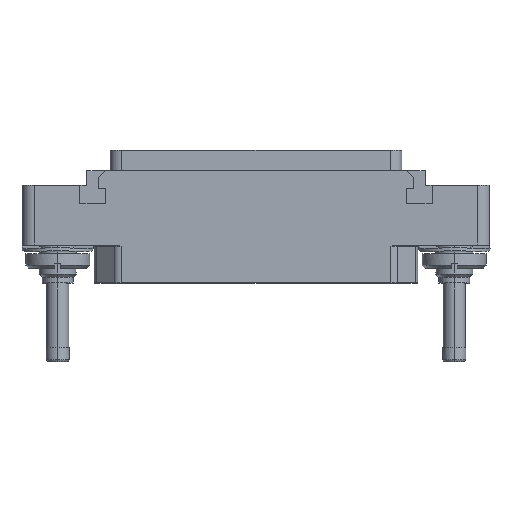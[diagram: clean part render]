
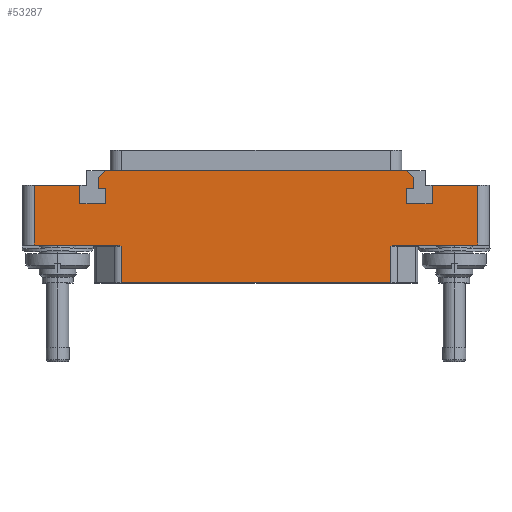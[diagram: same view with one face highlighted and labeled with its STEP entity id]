
A CAD part, top view. The second image highlights one B-rep face of the part: STEP entity #53287.
In plain terms, the highlighted planar face has unit normal (0, 0, 1).
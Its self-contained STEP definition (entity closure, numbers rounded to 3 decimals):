
#1=DIRECTION('',(1.,0.,0.));
#2=VECTOR('',#1,7.8);
#3=CARTESIAN_POINT('',(-38.,10.25,7.));
#4=LINE('',#3,#2);
#5=DIRECTION('',(0.,-1.,0.));
#6=VECTOR('',#5,3.2);
#7=CARTESIAN_POINT('',(-30.2,10.25,7.));
#8=LINE('',#7,#6);
#9=DIRECTION('',(1.,0.,0.));
#10=VECTOR('',#9,4.4);
#11=CARTESIAN_POINT('',(-30.2,7.05,7.));
#12=LINE('',#11,#10);
#13=DIRECTION('',(0.,1.,0.));
#14=VECTOR('',#13,2.6);
#15=CARTESIAN_POINT('',(-25.8,7.05,7.));
#16=LINE('',#15,#14);
#17=DIRECTION('',(-1.,0.,0.));
#18=VECTOR('',#17,1.2);
#19=CARTESIAN_POINT('',(-25.8,9.65,7.));
#20=LINE('',#19,#18);
#21=DIRECTION('',(0.,-1.,0.));
#22=VECTOR('',#21,1.9);
#23=CARTESIAN_POINT('',(-27.,11.55,7.));
#24=LINE('',#23,#22);
#25=DIRECTION('',(1.,0.,0.));
#26=VECTOR('',#25,51.6);
#27=CARTESIAN_POINT('',(-25.8,12.75,7.));
#28=LINE('',#27,#26);
#29=DIRECTION('',(0.,-1.,0.));
#30=VECTOR('',#29,1.9);
#31=CARTESIAN_POINT('',(27.,11.55,7.));
#32=LINE('',#31,#30);
#33=DIRECTION('',(-1.,0.,0.));
#34=VECTOR('',#33,1.2);
#35=CARTESIAN_POINT('',(27.,9.65,7.));
#36=LINE('',#35,#34);
#37=DIRECTION('',(0.,-1.,0.));
#38=VECTOR('',#37,2.6);
#39=CARTESIAN_POINT('',(25.8,9.65,7.));
#40=LINE('',#39,#38);
#41=DIRECTION('',(1.,0.,0.));
#42=VECTOR('',#41,4.4);
#43=CARTESIAN_POINT('',(25.8,7.05,7.));
#44=LINE('',#43,#42);
#45=DIRECTION('',(0.,1.,0.));
#46=VECTOR('',#45,3.2);
#47=CARTESIAN_POINT('',(30.2,7.05,7.));
#48=LINE('',#47,#46);
#49=DIRECTION('',(1.,0.,0.));
#50=VECTOR('',#49,7.8);
#51=CARTESIAN_POINT('',(30.2,10.25,7.));
#52=LINE('',#51,#50);
#57=DIRECTION('',(1.,0.,0.));
#58=VECTOR('',#57,14.082);
#59=CARTESIAN_POINT('',(23.918,0.,7.));
#60=LINE('',#59,#58);
#393=DIRECTION('',(0.,1.,0.));
#394=VECTOR('',#393,10.25);
#395=CARTESIAN_POINT('',(38.,0.,7.));
#396=LINE('',#395,#394);
#1585=DIRECTION('',(-1.,0.,0.));
#1586=VECTOR('',#1585,46.236);
#1587=CARTESIAN_POINT('',(23.118,-6.5,7.));
#1588=LINE('',#1587,#1586);
#2784=DIRECTION('',(1.,0.,0.));
#2785=VECTOR('',#2784,14.082);
#2786=CARTESIAN_POINT('',(-38.,0.,7.));
#2787=LINE('',#2786,#2785);
#4051=DIRECTION('',(0.,-1.,0.));
#4052=VECTOR('',#4051,10.25);
#4053=CARTESIAN_POINT('',(-38.,10.25,7.));
#4054=LINE('',#4053,#4052);
#4263=DIRECTION('',(0.707,-0.707,0.));
#4264=VECTOR('',#4263,1.697);
#4265=CARTESIAN_POINT('',(25.8,12.75,7.));
#4266=LINE('',#4265,#4264);
#4291=DIRECTION('',(-0.707,-0.707,0.));
#4292=VECTOR('',#4291,1.697);
#4293=CARTESIAN_POINT('',(-25.8,12.75,7.));
#4294=LINE('',#4293,#4292);
#43426=CARTESIAN_POINT('',(-23.918,0.,7.));
#43427=CARTESIAN_POINT('',(-23.907,0.,7.));
#43428=CARTESIAN_POINT('',(-23.884,0.,7.));
#43429=CARTESIAN_POINT('',(-23.85,-0.002,7.));
#43430=CARTESIAN_POINT('',(-23.814,-0.005,7.));
#43431=CARTESIAN_POINT('',(-23.776,-0.01,7.));
#43432=CARTESIAN_POINT('',(-23.734,-0.016,7.));
#43433=CARTESIAN_POINT('',(-23.688,-0.024,7.));
#43434=CARTESIAN_POINT('',(-23.636,-0.035,7.));
#43435=CARTESIAN_POINT('',(-23.577,-0.049,7.));
#43436=CARTESIAN_POINT('',(-23.515,-0.066,7.));
#43437=CARTESIAN_POINT('',(-23.451,-0.085,7.));
#43438=CARTESIAN_POINT('',(-23.385,-0.106,7.));
#43439=CARTESIAN_POINT('',(-23.318,-0.128,7.));
#43440=CARTESIAN_POINT('',(-23.251,-0.152,7.));
#43441=CARTESIAN_POINT('',(-23.184,-0.176,7.));
#43442=CARTESIAN_POINT('',(-23.14,-0.192,7.));
#43443=CARTESIAN_POINT('',(-23.118,-0.2,7.));
#43445=DIRECTION('',(0.,1.,0.));
#43446=VECTOR('',#43445,6.3);
#43447=CARTESIAN_POINT('',(-23.118,-6.5,7.));
#43448=LINE('',#43447,#43446);
#43553=DIRECTION('',(0.,1.,0.));
#43554=VECTOR('',#43553,6.3);
#43555=CARTESIAN_POINT('',(23.118,-6.5,7.));
#43556=LINE('',#43555,#43554);
#43562=CARTESIAN_POINT('',(23.118,-0.2,7.));
#43563=CARTESIAN_POINT('',(23.14,-0.192,7.));
#43564=CARTESIAN_POINT('',(23.184,-0.176,7.));
#43565=CARTESIAN_POINT('',(23.251,-0.152,7.));
#43566=CARTESIAN_POINT('',(23.318,-0.128,7.));
#43567=CARTESIAN_POINT('',(23.385,-0.106,7.));
#43568=CARTESIAN_POINT('',(23.451,-0.085,7.));
#43569=CARTESIAN_POINT('',(23.515,-0.066,7.));
#43570=CARTESIAN_POINT('',(23.577,-0.049,7.));
#43571=CARTESIAN_POINT('',(23.636,-0.035,7.));
#43572=CARTESIAN_POINT('',(23.688,-0.024,7.));
#43573=CARTESIAN_POINT('',(23.734,-0.016,7.));
#43574=CARTESIAN_POINT('',(23.776,-0.01,7.));
#43575=CARTESIAN_POINT('',(23.814,-0.005,7.));
#43576=CARTESIAN_POINT('',(23.85,-0.002,7.));
#43577=CARTESIAN_POINT('',(23.884,0.,7.));
#43578=CARTESIAN_POINT('',(23.907,0.,7.));
#43579=CARTESIAN_POINT('',(23.918,0.,7.));
#45403=CARTESIAN_POINT('',(-30.2,10.25,7.));
#45404=CARTESIAN_POINT('',(-30.2,7.05,7.));
#45405=VERTEX_POINT('',#45403);
#45406=VERTEX_POINT('',#45404);
#45407=CARTESIAN_POINT('',(-25.8,7.05,7.));
#45408=VERTEX_POINT('',#45407);
#45409=CARTESIAN_POINT('',(-25.8,9.65,7.));
#45410=VERTEX_POINT('',#45409);
#45411=CARTESIAN_POINT('',(-27.,9.65,7.));
#45412=VERTEX_POINT('',#45411);
#45413=CARTESIAN_POINT('',(27.,9.65,7.));
#45414=CARTESIAN_POINT('',(25.8,9.65,7.));
#45415=VERTEX_POINT('',#45413);
#45416=VERTEX_POINT('',#45414);
#45417=CARTESIAN_POINT('',(25.8,7.05,7.));
#45418=VERTEX_POINT('',#45417);
#45419=CARTESIAN_POINT('',(30.2,7.05,7.));
#45420=VERTEX_POINT('',#45419);
#45421=CARTESIAN_POINT('',(30.2,10.25,7.));
#45422=VERTEX_POINT('',#45421);
#45427=CARTESIAN_POINT('',(-25.8,12.75,7.));
#45429=VERTEX_POINT('',#45427);
#45431=CARTESIAN_POINT('',(-27.,11.55,7.));
#45433=VERTEX_POINT('',#45431);
#45435=CARTESIAN_POINT('',(25.8,12.75,7.));
#45437=VERTEX_POINT('',#45435);
#45439=CARTESIAN_POINT('',(27.,11.55,7.));
#45441=VERTEX_POINT('',#45439);
#45531=CARTESIAN_POINT('',(38.,0.,7.));
#45532=CARTESIAN_POINT('',(38.,10.25,7.));
#45533=VERTEX_POINT('',#45531);
#45534=VERTEX_POINT('',#45532);
#45539=CARTESIAN_POINT('',(-38.,10.25,7.));
#45540=CARTESIAN_POINT('',(-38.,0.,7.));
#45541=VERTEX_POINT('',#45539);
#45542=VERTEX_POINT('',#45540);
#45776=CARTESIAN_POINT('',(23.118,-6.5,7.));
#45778=VERTEX_POINT('',#45776);
#45779=CARTESIAN_POINT('',(-23.118,-6.5,7.));
#45781=VERTEX_POINT('',#45779);
#45843=CARTESIAN_POINT('',(-23.118,-0.2,7.));
#45844=VERTEX_POINT('',#45843);
#45845=CARTESIAN_POINT('',(-23.918,0.,7.));
#45846=VERTEX_POINT('',#45845);
#45847=CARTESIAN_POINT('',(23.118,-0.2,7.));
#45849=VERTEX_POINT('',#45847);
#45851=CARTESIAN_POINT('',(23.918,0.,7.));
#45853=VERTEX_POINT('',#45851);
#53232=CARTESIAN_POINT('',(0.,0.,7.));
#53233=DIRECTION('',(0.,0.,-1.));
#53234=DIRECTION('',(-1.,0.,0.));
#53235=AXIS2_PLACEMENT_3D('',#53232,#53233,#53234);
#53236=PLANE('',#53235);
#53238=ORIENTED_EDGE('',*,*,#53237,.F.);
#53240=ORIENTED_EDGE('',*,*,#53239,.F.);
#53242=ORIENTED_EDGE('',*,*,#53241,.F.);
#53244=ORIENTED_EDGE('',*,*,#53243,.T.);
#53246=ORIENTED_EDGE('',*,*,#53245,.T.);
#53248=ORIENTED_EDGE('',*,*,#53247,.F.);
#53250=ORIENTED_EDGE('',*,*,#53249,.F.);
#53252=ORIENTED_EDGE('',*,*,#53251,.F.);
#53254=ORIENTED_EDGE('',*,*,#53253,.T.);
#53256=ORIENTED_EDGE('',*,*,#53255,.T.);
#53258=ORIENTED_EDGE('',*,*,#53257,.T.);
#53260=ORIENTED_EDGE('',*,*,#53259,.T.);
#53262=ORIENTED_EDGE('',*,*,#53261,.T.);
#53264=ORIENTED_EDGE('',*,*,#53263,.F.);
#53266=ORIENTED_EDGE('',*,*,#53265,.F.);
#53268=ORIENTED_EDGE('',*,*,#53267,.T.);
#53270=ORIENTED_EDGE('',*,*,#53269,.T.);
#53272=ORIENTED_EDGE('',*,*,#53271,.T.);
#53274=ORIENTED_EDGE('',*,*,#53273,.T.);
#53276=ORIENTED_EDGE('',*,*,#53275,.T.);
#53278=ORIENTED_EDGE('',*,*,#53277,.T.);
#53280=ORIENTED_EDGE('',*,*,#53279,.T.);
#53282=ORIENTED_EDGE('',*,*,#53281,.T.);
#53284=ORIENTED_EDGE('',*,*,#53283,.F.);
#53285=EDGE_LOOP('',(#53238,#53240,#53242,#53244,#53246,#53248,#53250,#53252,
#53254,#53256,#53258,#53260,#53262,#53264,#53266,#53268,#53270,#53272,#53274,
#53276,#53278,#53280,#53282,#53284));
#53286=FACE_OUTER_BOUND('',#53285,.F.);
#53287=ADVANCED_FACE('',(#53286),#53236,.F.);
#43444=B_SPLINE_CURVE_WITH_KNOTS('',3,(#43426,#43427,#43428,#43429,#43430,
#43431,#43432,#43433,#43434,#43435,#43436,#43437,#43438,#43439,#43440,#43441,
#43442,#43443),.UNSPECIFIED.,.F.,.F.,(4,1,1,1,1,1,1,1,1,1,1,1,1,1,1,4),(0.,
0.067,0.133,0.2,0.267,0.333,
0.4,0.467,0.533,0.6,0.667,
0.733,0.8,0.867,0.933,1.),
.UNSPECIFIED.);
#43580=B_SPLINE_CURVE_WITH_KNOTS('',3,(#43562,#43563,#43564,#43565,#43566,
#43567,#43568,#43569,#43570,#43571,#43572,#43573,#43574,#43575,#43576,#43577,
#43578,#43579),.UNSPECIFIED.,.F.,.F.,(4,1,1,1,1,1,1,1,1,1,1,1,1,1,1,4),(0.,
0.067,0.133,0.2,0.267,0.333,
0.4,0.467,0.533,0.6,0.667,
0.733,0.8,0.867,0.933,1.),
.UNSPECIFIED.);
#53237=EDGE_CURVE('',#45853,#45533,#60,.T.);
#53239=EDGE_CURVE('',#45849,#45853,#43580,.T.);
#53241=EDGE_CURVE('',#45778,#45849,#43556,.T.);
#53243=EDGE_CURVE('',#45778,#45781,#1588,.T.);
#53245=EDGE_CURVE('',#45781,#45844,#43448,.T.);
#53247=EDGE_CURVE('',#45846,#45844,#43444,.T.);
#53249=EDGE_CURVE('',#45542,#45846,#2787,.T.);
#53251=EDGE_CURVE('',#45541,#45542,#4054,.T.);
#53253=EDGE_CURVE('',#45541,#45405,#4,.T.);
#53255=EDGE_CURVE('',#45405,#45406,#8,.T.);
#53257=EDGE_CURVE('',#45406,#45408,#12,.T.);
#53259=EDGE_CURVE('',#45408,#45410,#16,.T.);
#53261=EDGE_CURVE('',#45410,#45412,#20,.T.);
#53263=EDGE_CURVE('',#45433,#45412,#24,.T.);
#53265=EDGE_CURVE('',#45429,#45433,#4294,.T.);
#53267=EDGE_CURVE('',#45429,#45437,#28,.T.);
#53269=EDGE_CURVE('',#45437,#45441,#4266,.T.);
#53271=EDGE_CURVE('',#45441,#45415,#32,.T.);
#53273=EDGE_CURVE('',#45415,#45416,#36,.T.);
#53275=EDGE_CURVE('',#45416,#45418,#40,.T.);
#53277=EDGE_CURVE('',#45418,#45420,#44,.T.);
#53279=EDGE_CURVE('',#45420,#45422,#48,.T.);
#53281=EDGE_CURVE('',#45422,#45534,#52,.T.);
#53283=EDGE_CURVE('',#45533,#45534,#396,.T.);
